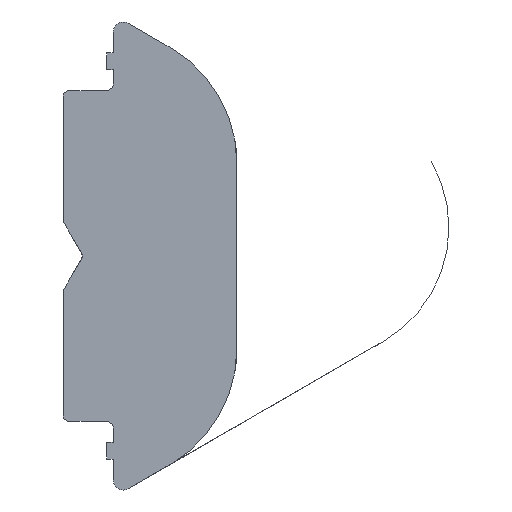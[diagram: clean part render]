
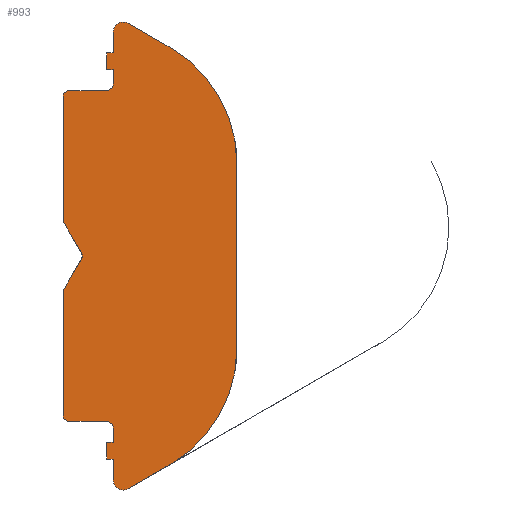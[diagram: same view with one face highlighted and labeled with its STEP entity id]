
A CAD part, front view. The second image highlights one B-rep face of the part: STEP entity #993.
In plain terms, the highlighted planar face has unit normal (0, -1, 0).
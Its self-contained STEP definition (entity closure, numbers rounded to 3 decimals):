
#22=LINE('',#1496,#131);
#45=LINE('',#1559,#154);
#49=LINE('',#1566,#158);
#51=LINE('',#1574,#160);
#52=LINE('',#1576,#161);
#53=LINE('',#1578,#162);
#54=LINE('',#1579,#163);
#55=LINE('',#1583,#164);
#56=LINE('',#1586,#165);
#57=LINE('',#1588,#166);
#58=LINE('',#1592,#167);
#59=LINE('',#1594,#168);
#60=LINE('',#1596,#169);
#61=LINE('',#1598,#170);
#62=LINE('',#1600,#171);
#63=LINE('',#1604,#172);
#64=LINE('',#1608,#173);
#65=LINE('',#1612,#174);
#66=LINE('',#1615,#175);
#131=VECTOR('',#1142,3.657);
#154=VECTOR('',#1201,0.625);
#158=VECTOR('',#1205,0.425);
#160=VECTOR('',#1215,1.1);
#161=VECTOR('',#1216,0.2);
#162=VECTOR('',#1217,0.5);
#163=VECTOR('',#1218,0.2);
#164=VECTOR('',#1221,1.443);
#165=VECTOR('',#1224,5.548);
#166=VECTOR('',#1225,1.443);
#167=VECTOR('',#1228,0.625);
#168=VECTOR('',#1229,0.2);
#169=VECTOR('',#1230,0.5);
#170=VECTOR('',#1231,0.2);
#171=VECTOR('',#1232,0.425);
#172=VECTOR('',#1235,1.1);
#173=VECTOR('',#1238,3.657);
#174=VECTOR('',#1241,1.031);
#175=VECTOR('',#1244,1.031);
#242=PLANE('',#1063);
#284=FACE_OUTER_BOUND('',#335,.T.);
#335=EDGE_LOOP('',(#747,#748,#749,#750,#751,#752,#753,#754,#755,#756,#757,
#758,#759,#760,#761,#762,#763,#764,#765,#766,#767,#768,#769,#770,#771,#772,
#773,#774,#775,#776));
#377=CIRCLE('',#1045,0.2);
#381=CIRCLE('',#1054,4.);
#383=CIRCLE('',#1058,0.2);
#384=CIRCLE('',#1061,0.2);
#386=CIRCLE('',#1064,0.3);
#387=CIRCLE('',#1065,4.);
#388=CIRCLE('',#1066,0.3);
#389=CIRCLE('',#1067,0.2);
#390=CIRCLE('',#1068,0.2);
#391=CIRCLE('',#1069,0.2);
#392=CIRCLE('',#1070,0.2);
#433=VERTEX_POINT('',#1493);
#434=VERTEX_POINT('',#1495);
#436=VERTEX_POINT('',#1503);
#443=VERTEX_POINT('',#1527);
#444=VERTEX_POINT('',#1529);
#448=VERTEX_POINT('',#1540);
#449=VERTEX_POINT('',#1542);
#455=VERTEX_POINT('',#1556);
#456=VERTEX_POINT('',#1558);
#459=VERTEX_POINT('',#1564);
#460=VERTEX_POINT('',#1568);
#462=VERTEX_POINT('',#1575);
#463=VERTEX_POINT('',#1577);
#464=VERTEX_POINT('',#1580);
#465=VERTEX_POINT('',#1582);
#466=VERTEX_POINT('',#1584);
#467=VERTEX_POINT('',#1587);
#468=VERTEX_POINT('',#1589);
#469=VERTEX_POINT('',#1591);
#470=VERTEX_POINT('',#1593);
#471=VERTEX_POINT('',#1595);
#472=VERTEX_POINT('',#1597);
#473=VERTEX_POINT('',#1599);
#474=VERTEX_POINT('',#1601);
#475=VERTEX_POINT('',#1603);
#476=VERTEX_POINT('',#1605);
#477=VERTEX_POINT('',#1607);
#478=VERTEX_POINT('',#1609);
#479=VERTEX_POINT('',#1611);
#480=VERTEX_POINT('',#1613);
#538=EDGE_CURVE('',#434,#433,#22,.T.);
#542=EDGE_CURVE('',#434,#436,#377,.T.);
#555=EDGE_CURVE('',#444,#443,#381,.T.);
#561=EDGE_CURVE('',#448,#449,#383,.T.);
#569=EDGE_CURVE('',#456,#455,#45,.T.);
#573=EDGE_CURVE('',#448,#459,#49,.T.);
#574=EDGE_CURVE('',#460,#433,#384,.T.);
#577=EDGE_CURVE('',#460,#449,#51,.T.);
#578=EDGE_CURVE('',#459,#462,#52,.T.);
#579=EDGE_CURVE('',#463,#462,#53,.T.);
#580=EDGE_CURVE('',#456,#463,#54,.T.);
#581=EDGE_CURVE('',#455,#464,#386,.T.);
#582=EDGE_CURVE('',#464,#465,#55,.T.);
#583=EDGE_CURVE('',#465,#466,#387,.T.);
#584=EDGE_CURVE('',#466,#444,#56,.T.);
#585=EDGE_CURVE('',#443,#467,#57,.T.);
#586=EDGE_CURVE('',#467,#468,#388,.T.);
#587=EDGE_CURVE('',#468,#469,#58,.T.);
#588=EDGE_CURVE('',#469,#470,#59,.T.);
#589=EDGE_CURVE('',#471,#470,#60,.T.);
#590=EDGE_CURVE('',#472,#471,#61,.T.);
#591=EDGE_CURVE('',#472,#473,#62,.T.);
#592=EDGE_CURVE('',#474,#473,#389,.T.);
#593=EDGE_CURVE('',#474,#475,#63,.T.);
#594=EDGE_CURVE('',#476,#475,#390,.T.);
#595=EDGE_CURVE('',#476,#477,#64,.T.);
#596=EDGE_CURVE('',#478,#477,#391,.T.);
#597=EDGE_CURVE('',#478,#479,#65,.T.);
#598=EDGE_CURVE('',#480,#479,#392,.T.);
#599=EDGE_CURVE('',#480,#436,#66,.T.);
#747=ORIENTED_EDGE('',*,*,#574,.F.);
#748=ORIENTED_EDGE('',*,*,#577,.T.);
#749=ORIENTED_EDGE('',*,*,#561,.F.);
#750=ORIENTED_EDGE('',*,*,#573,.T.);
#751=ORIENTED_EDGE('',*,*,#578,.T.);
#752=ORIENTED_EDGE('',*,*,#579,.F.);
#753=ORIENTED_EDGE('',*,*,#580,.F.);
#754=ORIENTED_EDGE('',*,*,#569,.T.);
#755=ORIENTED_EDGE('',*,*,#581,.T.);
#756=ORIENTED_EDGE('',*,*,#582,.T.);
#757=ORIENTED_EDGE('',*,*,#583,.T.);
#758=ORIENTED_EDGE('',*,*,#584,.T.);
#759=ORIENTED_EDGE('',*,*,#555,.T.);
#760=ORIENTED_EDGE('',*,*,#585,.T.);
#761=ORIENTED_EDGE('',*,*,#586,.T.);
#762=ORIENTED_EDGE('',*,*,#587,.T.);
#763=ORIENTED_EDGE('',*,*,#588,.T.);
#764=ORIENTED_EDGE('',*,*,#589,.F.);
#765=ORIENTED_EDGE('',*,*,#590,.F.);
#766=ORIENTED_EDGE('',*,*,#591,.T.);
#767=ORIENTED_EDGE('',*,*,#592,.F.);
#768=ORIENTED_EDGE('',*,*,#593,.T.);
#769=ORIENTED_EDGE('',*,*,#594,.F.);
#770=ORIENTED_EDGE('',*,*,#595,.T.);
#771=ORIENTED_EDGE('',*,*,#596,.F.);
#772=ORIENTED_EDGE('',*,*,#597,.T.);
#773=ORIENTED_EDGE('',*,*,#598,.F.);
#774=ORIENTED_EDGE('',*,*,#599,.T.);
#775=ORIENTED_EDGE('',*,*,#542,.F.);
#776=ORIENTED_EDGE('',*,*,#538,.T.);
#993=ADVANCED_FACE('',(#284),#242,.F.);
#1045=AXIS2_PLACEMENT_3D('',#1504,#1151,#1152);
#1054=AXIS2_PLACEMENT_3D('',#1530,#1178,#1179);
#1058=AXIS2_PLACEMENT_3D('',#1543,#1190,#1191);
#1061=AXIS2_PLACEMENT_3D('',#1569,#1208,#1209);
#1063=AXIS2_PLACEMENT_3D('',#1573,#1213,#1214);
#1064=AXIS2_PLACEMENT_3D('',#1581,#1219,#1220);
#1065=AXIS2_PLACEMENT_3D('',#1585,#1222,#1223);
#1066=AXIS2_PLACEMENT_3D('',#1590,#1226,#1227);
#1067=AXIS2_PLACEMENT_3D('',#1602,#1233,#1234);
#1068=AXIS2_PLACEMENT_3D('',#1606,#1236,#1237);
#1069=AXIS2_PLACEMENT_3D('',#1610,#1239,#1240);
#1070=AXIS2_PLACEMENT_3D('',#1614,#1242,#1243);
#1142=DIRECTION('',(0.,0.,-1.));
#1151=DIRECTION('center_axis',(0.,1.,0.));
#1152=DIRECTION('ref_axis',(-0.966,0.,0.259));
#1178=DIRECTION('center_axis',(0.,-1.,0.));
#1179=DIRECTION('ref_axis',(-0.5,0.,-0.866));
#1190=DIRECTION('center_axis',(0.,-1.,0.));
#1191=DIRECTION('ref_axis',(0.707,0.,0.707));
#1201=DIRECTION('',(0.,0.,-1.));
#1205=DIRECTION('',(0.,0.,-1.));
#1208=DIRECTION('center_axis',(0.,1.,0.));
#1209=DIRECTION('ref_axis',(-0.707,0.,-0.707));
#1213=DIRECTION('center_axis',(0.,1.,0.));
#1214=DIRECTION('ref_axis',(0.,0.,1.));
#1215=DIRECTION('',(1.,0.,0.));
#1216=DIRECTION('',(-1.,0.,0.));
#1217=DIRECTION('',(0.,0.,1.));
#1218=DIRECTION('',(-1.,0.,0.));
#1219=DIRECTION('center_axis',(0.,-1.,0.));
#1220=DIRECTION('ref_axis',(-0.5,0.,0.866));
#1221=DIRECTION('',(0.866,0.,0.5));
#1222=DIRECTION('center_axis',(0.,-1.,0.));
#1223=DIRECTION('ref_axis',(-1.,0.,0.));
#1224=DIRECTION('',(0.,0.,1.));
#1225=DIRECTION('',(-0.866,0.,0.5));
#1226=DIRECTION('center_axis',(0.,-1.,0.));
#1227=DIRECTION('ref_axis',(1.,0.,0.));
#1228=DIRECTION('',(0.,0.,-1.));
#1229=DIRECTION('',(-1.,0.,0.));
#1230=DIRECTION('',(0.,0.,1.));
#1231=DIRECTION('',(-1.,0.,0.));
#1232=DIRECTION('',(0.,0.,-1.));
#1233=DIRECTION('center_axis',(0.,-1.,0.));
#1234=DIRECTION('ref_axis',(0.707,0.,-0.707));
#1235=DIRECTION('',(-1.,0.,0.));
#1236=DIRECTION('center_axis',(0.,1.,0.));
#1237=DIRECTION('ref_axis',(-0.707,0.,0.707));
#1238=DIRECTION('',(0.,0.,-1.));
#1239=DIRECTION('center_axis',(0.,1.,0.));
#1240=DIRECTION('ref_axis',(-0.966,0.,-0.259));
#1241=DIRECTION('',(0.5,0.,-0.866));
#1242=DIRECTION('center_axis',(0.,-1.,0.));
#1243=DIRECTION('ref_axis',(1.,0.,0.));
#1244=DIRECTION('',(-0.5,0.,-0.866));
#1493=CARTESIAN_POINT('',(-1.5,-8.,-4.75));
#1495=CARTESIAN_POINT('',(-1.5,-8.,-1.093));
#1496=CARTESIAN_POINT('',(-1.5,-8.,-1.039));
#1503=CARTESIAN_POINT('',(-1.473,-8.,-0.993));
#1504=CARTESIAN_POINT('Origin',(-1.3,-8.,-1.093));
#1527=CARTESIAN_POINT('',(1.7,-8.,6.238));
#1529=CARTESIAN_POINT('',(3.7,-8.,2.774));
#1530=CARTESIAN_POINT('Origin',(-0.3,-8.,2.774));
#1540=CARTESIAN_POINT('',(0.,-8.,-5.15));
#1542=CARTESIAN_POINT('',(-0.2,-8.,-4.95));
#1543=CARTESIAN_POINT('Origin',(-0.2,-8.,-5.15));
#1556=CARTESIAN_POINT('',(0.,-8.,-6.7));
#1558=CARTESIAN_POINT('',(0.,-8.,-6.075));
#1559=CARTESIAN_POINT('',(0.,-8.,-4.95));
#1564=CARTESIAN_POINT('',(0.,-8.,-5.575));
#1566=CARTESIAN_POINT('',(0.,-8.,-4.95));
#1568=CARTESIAN_POINT('',(-1.3,-8.,-4.95));
#1569=CARTESIAN_POINT('Origin',(-1.3,-8.,-4.75));
#1573=CARTESIAN_POINT('Origin',(0.798,-8.,0.));
#1574=CARTESIAN_POINT('',(-1.5,-8.,-4.95));
#1575=CARTESIAN_POINT('',(-0.2,-8.,-5.575));
#1576=CARTESIAN_POINT('',(0.,-8.,-5.575));
#1577=CARTESIAN_POINT('',(-0.2,-8.,-6.075));
#1578=CARTESIAN_POINT('',(-0.2,-8.,-6.075));
#1579=CARTESIAN_POINT('',(0.,-8.,-6.075));
#1580=CARTESIAN_POINT('',(0.45,-8.,-6.96));
#1581=CARTESIAN_POINT('Origin',(0.3,-8.,-6.7));
#1582=CARTESIAN_POINT('',(1.7,-8.,-6.238));
#1583=CARTESIAN_POINT('',(0.45,-8.,-6.96));
#1584=CARTESIAN_POINT('',(3.7,-8.,-2.774));
#1585=CARTESIAN_POINT('Origin',(-0.3,-8.,-2.774));
#1586=CARTESIAN_POINT('',(3.7,-8.,-2.774));
#1587=CARTESIAN_POINT('',(0.45,-8.,6.96));
#1588=CARTESIAN_POINT('',(1.7,-8.,6.238));
#1589=CARTESIAN_POINT('',(0.,-8.,6.7));
#1590=CARTESIAN_POINT('Origin',(0.3,-8.,6.7));
#1591=CARTESIAN_POINT('',(0.,-8.,6.075));
#1592=CARTESIAN_POINT('',(0.,-8.,6.7));
#1593=CARTESIAN_POINT('',(-0.2,-8.,6.075));
#1594=CARTESIAN_POINT('',(0.,-8.,6.075));
#1595=CARTESIAN_POINT('',(-0.2,-8.,5.575));
#1596=CARTESIAN_POINT('',(-0.2,-8.,5.575));
#1597=CARTESIAN_POINT('',(0.,-8.,5.575));
#1598=CARTESIAN_POINT('',(0.,-8.,5.575));
#1599=CARTESIAN_POINT('',(0.,-8.,5.15));
#1600=CARTESIAN_POINT('',(0.,-8.,6.7));
#1601=CARTESIAN_POINT('',(-0.2,-8.,4.95));
#1602=CARTESIAN_POINT('Origin',(-0.2,-8.,5.15));
#1603=CARTESIAN_POINT('',(-1.3,-8.,4.95));
#1604=CARTESIAN_POINT('',(0.,-8.,4.95));
#1605=CARTESIAN_POINT('',(-1.5,-8.,4.75));
#1606=CARTESIAN_POINT('Origin',(-1.3,-8.,4.75));
#1607=CARTESIAN_POINT('',(-1.5,-8.,1.093));
#1608=CARTESIAN_POINT('',(-1.5,-8.,4.95));
#1609=CARTESIAN_POINT('',(-1.473,-8.,0.993));
#1610=CARTESIAN_POINT('Origin',(-1.3,-8.,1.093));
#1611=CARTESIAN_POINT('',(-0.958,-8.,0.1));
#1612=CARTESIAN_POINT('',(-1.5,-8.,1.039));
#1613=CARTESIAN_POINT('',(-0.958,-8.,-0.1));
#1614=CARTESIAN_POINT('Origin',(-1.131,-8.,0.));
#1615=CARTESIAN_POINT('',(-0.9,-8.,0.));
